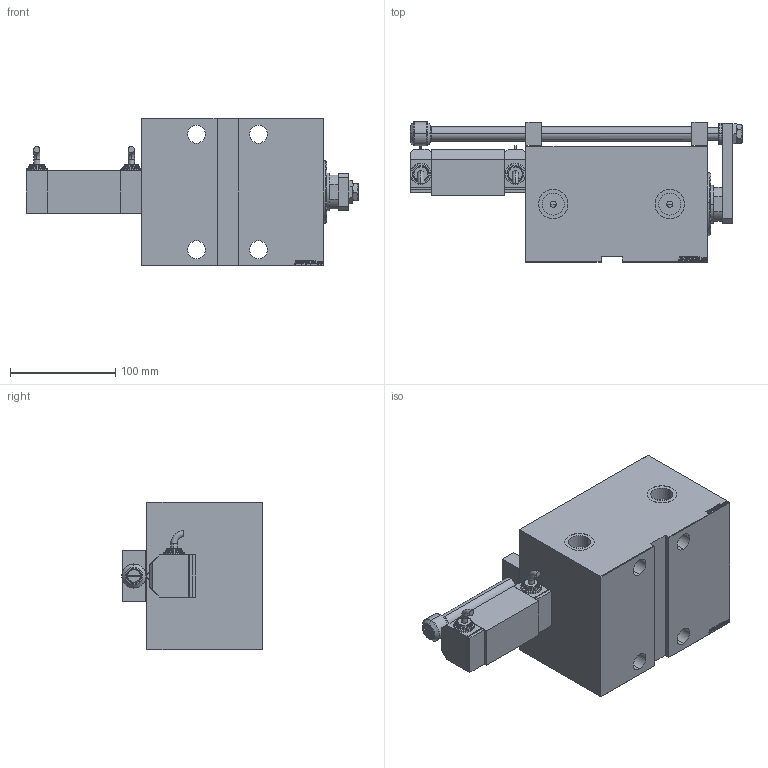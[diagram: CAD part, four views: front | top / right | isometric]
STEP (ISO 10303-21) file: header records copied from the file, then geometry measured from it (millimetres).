
FILE_DESCRIPTION (( 'STEP AP203' ), '1' );
FILE_NAME ('7e70.STEP', '2021-03-18T17:05:39', ( '' ), ( '' ), 'SwSTEP 2.0', 'SolidWorks 2019', '' );
FILE_SCHEMA (( 'CONFIG_CONTROL_DESIGN' ));
Length unit declared in the file: millimetre
Products named in the file (13): 7e70; NUT_D19_P ede5edd04412ecf6f12ffd165dc61d3b; TYC_P ede5edd04412ecf6f12ffd165dc61d3b; V450CM_G ede5edd04412ecf6f12ffd165dc61d3b; NUT_D16 ede5edd04412ecf6f12ffd165dc61d3b; ZARAZKA_P ede5edd04412ecf6f12ffd165dc61d3b; V450CM_G_VCP ede5edd04412ecf6f12ffd165dc61d3b; V450CM_VC_G ede5edd04412ecf6f12ffd165dc61d3b; SWITCH DIM W_B ede5edd04412ecf6f12ffd165dc61d3b; KROUZEK_PRO_TYC ede5edd04412ecf6f12ffd165dc61d3b; SWITCH_P_FRONT_BACK ede5edd04412ecf6f12ffd165dc61d3b; MIDDLE ede5edd04412ecf6f12ffd165dc61d3b; SWITCH P ede5edd04412ecf6f12ffd165dc61d3b
Assembly tree (14 placements, depth 2):
  7e70
    V450CM_G ede5edd04412ecf6f12ffd165dc61d3b
    V450CM_G_VCP ede5edd04412ecf6f12ffd165dc61d3b
    V450CM_VC_G ede5edd04412ecf6f12ffd165dc61d3b
    NUT_D16 ede5edd04412ecf6f12ffd165dc61d3b
    NUT_D19_P ede5edd04412ecf6f12ffd165dc61d3b
    SWITCH DIM W_B ede5edd04412ecf6f12ffd165dc61d3b
    SWITCH P ede5edd04412ecf6f12ffd165dc61d3b  x2
    SWITCH_P_FRONT_BACK ede5edd04412ecf6f12ffd165dc61d3b  x2
    TYC_P ede5edd04412ecf6f12ffd165dc61d3b
    ZARAZKA_P ede5edd04412ecf6f12ffd165dc61d3b
    KROUZEK_PRO_TYC ede5edd04412ecf6f12ffd165dc61d3b
    MIDDLE ede5edd04412ecf6f12ffd165dc61d3b
Bounding box: 316 x 133.5 x 140 mm (x, y, z)
Volume: 2341504 mm3; surface area: 302211 mm2
Topology: 14 solids, 14 shells, 1081 faces, 2713 edges, 1782 vertices
Faces by surface type: plane 522, bspline 380, cylinder 110, cone 37, torus 32
Entity records: 48955 total; most frequent: CARTESIAN_POINT 25457, ORIENTED_EDGE 5126, DIRECTION 3338, EDGE_CURVE 2563, VERTEX_POINT 1686, VECTOR 1492, LINE 1492, EDGE_LOOP 1165
